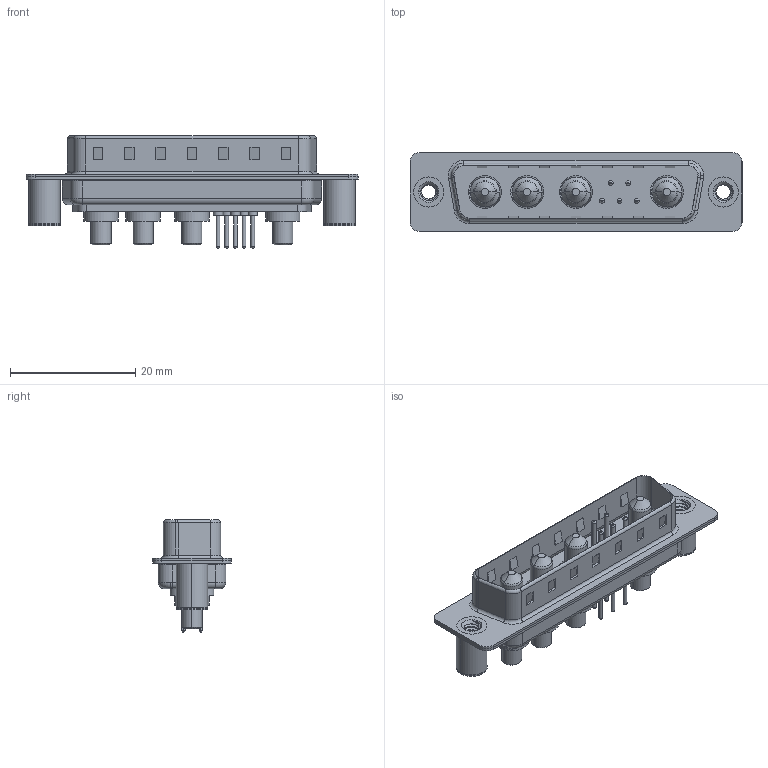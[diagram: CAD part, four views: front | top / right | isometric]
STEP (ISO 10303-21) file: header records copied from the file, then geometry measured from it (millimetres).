
FILE_DESCRIPTION (( 'STEP AP203' ), '1' );
FILE_NAME ('627-9W4-224-3T3.STEP', '2019-05-26T05:16:11', ( '' ), ( '' ), 'SwSTEP 2.0', 'SolidWorks 2016', '' );
FILE_SCHEMA (( 'CONFIG_CONTROL_DESIGN' ));
Length unit declared in the file: millimetre
Products named in the file (8): 627Combo Contact Row 1_24; 627Combo Contact Row 2_24; 627-9W4-224-3T3; 627Combo Housing_9W4; 627Combo Shell Rear_25 Contacts; 627Combo Shell Front_25 Contacts; 627Combo Threaded Board Spacer_3; Power Pin_30A S
Assembly tree (14 placements, depth 2):
  627-9W4-224-3T3
    627Combo Housing_9W4
    627Combo Shell Rear_25 Contacts
    627Combo Shell Front_25 Contacts
    627Combo Threaded Board Spacer_3  x2
    Power Pin_30A S  x4
    627Combo Contact Row 1_24  x2
    627Combo Contact Row 2_24  x3
Bounding box: 53 x 12.6 x 17.9 mm (x, y, z)
Volume: 3145.1 mm3; surface area: 6986.4 mm2
Topology: 18 solids, 18 shells, 755 faces, 1751 edges, 1080 vertices
Faces by surface type: cylinder 307, plane 246, torus 142, cone 46, bspline 14
Entity records: 17737 total; most frequent: CARTESIAN_POINT 4321, DIRECTION 2752, ORIENTED_EDGE 2478, EDGE_CURVE 1239, AXIS2_PLACEMENT_3D 1055, VERTEX_POINT 775, VECTOR 642, LINE 642
